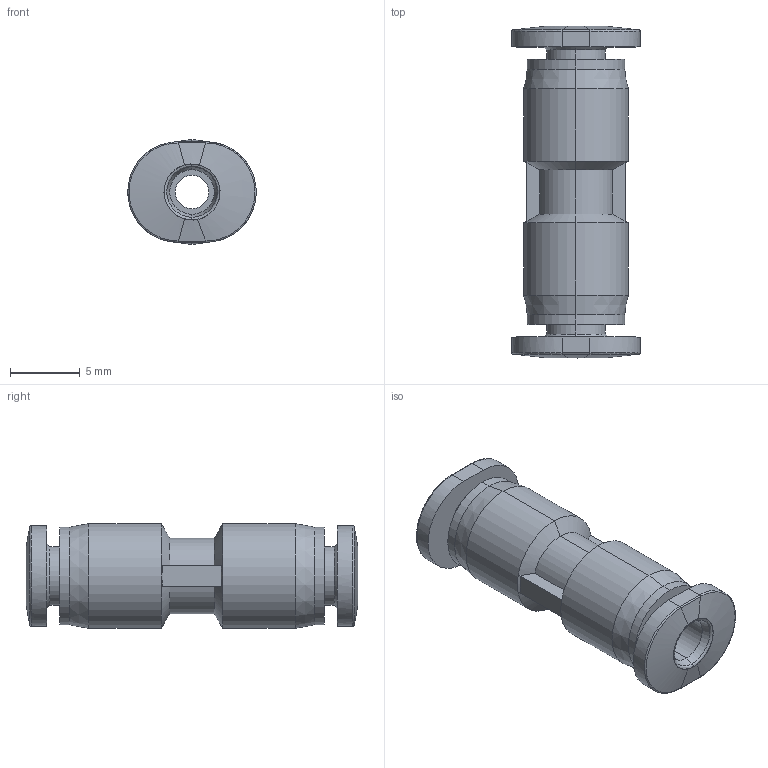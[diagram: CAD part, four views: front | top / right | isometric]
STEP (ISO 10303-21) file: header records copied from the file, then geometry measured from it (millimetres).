
FILE_DESCRIPTION (( 'STEP AP203' ), '1' );
FILE_NAME ('US18.step', '2016-02-15T20:02:38', ( '' ), ( '' ), 'SwSTEP 2.0', 'SolidWorks 2015', '' );
FILE_SCHEMA (( 'CONFIG_CONTROL_DESIGN' ));
Length unit declared in the file: inch
Products named in the file (1): US18
Bounding box: 9.2 x 23.8 x 7.5 mm (x, y, z)
Volume: 739.4 mm3; surface area: 1005.1 mm2
Topology: 1 solids, 1 shells, 87 faces, 195 edges, 116 vertices
Faces by surface type: bspline 28, cylinder 25, plane 18, cone 16
Entity records: 4757 total; most frequent: CARTESIAN_POINT 2912, ORIENTED_EDGE 390, DIRECTION 313, EDGE_CURVE 195, AXIS2_PLACEMENT_3D 120, VERTEX_POINT 116, EDGE_LOOP 95, ADVANCED_FACE 87
